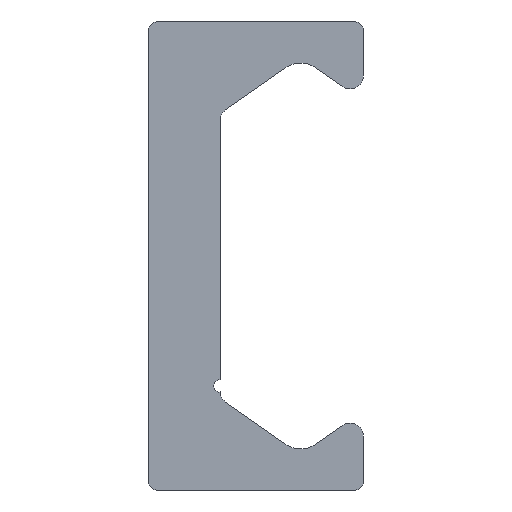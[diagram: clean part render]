
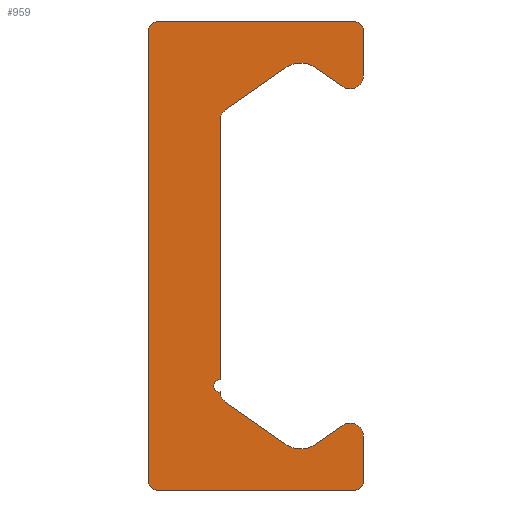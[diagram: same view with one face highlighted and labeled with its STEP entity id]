
A CAD part, left-side view. The second image highlights one B-rep face of the part: STEP entity #959.
In plain terms, the highlighted planar face has unit normal (-1, 0, 0).
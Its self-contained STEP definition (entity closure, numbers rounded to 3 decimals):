
#151=CARTESIAN_POINT('',(0.0,1.375,5.214));
#152=VERTEX_POINT('',#151);
#159=CARTESIAN_POINT('',(0.0,1.375,-4.75));
#160=VERTEX_POINT('',#159);
#161=CARTESIAN_POINT('',(0.0,1.375,5.214));
#162=DIRECTION('',(0.0,0.0,-1.0));
#163=VECTOR('',#162,9.964);
#164=LINE('',#161,#163);
#165=EDGE_CURVE('',#152,#160,#164,.T.);
#274=CARTESIAN_POINT('',(0.0,3.825,-9.));
#275=VERTEX_POINT('',#274);
#282=CARTESIAN_POINT('',(0.0,4.125,-8.7));
#283=VERTEX_POINT('',#282);
#284=CARTESIAN_POINT('',(0.0,3.825,-8.7));
#285=DIRECTION('',(1.0,0.0,0.0));
#286=DIRECTION('',(0.0,0.0,-1.0));
#287=AXIS2_PLACEMENT_3D('',#284,#285,#286);
#288=CIRCLE('',#287,0.3);
#289=EDGE_CURVE('',#275,#283,#288,.T.);
#313=CARTESIAN_POINT('',(0.0,-3.825,-9.));
#314=VERTEX_POINT('',#313);
#321=CARTESIAN_POINT('',(0.0,-3.825,-9.));
#322=DIRECTION('',(0.0,1.0,0.0));
#323=VECTOR('',#322,7.65);
#324=LINE('',#321,#323);
#325=EDGE_CURVE('',#314,#275,#324,.T.);
#345=CARTESIAN_POINT('',(0.0,-4.125,-8.7));
#346=VERTEX_POINT('',#345);
#353=CARTESIAN_POINT('',(0.0,-3.825,-8.7));
#354=DIRECTION('',(1.0,0.0,0.0));
#355=DIRECTION('',(0.0,-1.0,0.0));
#356=AXIS2_PLACEMENT_3D('',#353,#354,#355);
#357=CIRCLE('',#356,0.3);
#358=EDGE_CURVE('',#346,#314,#357,.T.);
#377=CARTESIAN_POINT('',(0.0,-4.125,-6.925));
#378=VERTEX_POINT('',#377);
#385=CARTESIAN_POINT('',(0.0,-4.125,-6.925));
#386=DIRECTION('',(0.0,0.0,-1.0));
#387=VECTOR('',#386,1.775);
#388=LINE('',#385,#387);
#389=EDGE_CURVE('',#378,#346,#388,.T.);
#409=CARTESIAN_POINT('',(0.0,-3.338,-6.515));
#410=VERTEX_POINT('',#409);
#417=CARTESIAN_POINT('',(0.0,-3.625,-6.925));
#418=DIRECTION('',(1.0,0.0,0.0));
#419=DIRECTION('',(0.0,0.574,0.819));
#420=AXIS2_PLACEMENT_3D('',#417,#418,#419);
#421=CIRCLE('',#420,0.5);
#422=EDGE_CURVE('',#410,#378,#421,.T.);
#441=CARTESIAN_POINT('',(0.0,-2.299,-7.243));
#442=VERTEX_POINT('',#441);
#449=CARTESIAN_POINT('',(0.0,-2.299,-7.243));
#450=DIRECTION('',(0.0,-0.819,0.574));
#451=VECTOR('',#450,1.269);
#452=LINE('',#449,#451);
#453=EDGE_CURVE('',#442,#410,#452,.T.);
#473=CARTESIAN_POINT('',(0.0,-1.151,-7.243));
#474=VERTEX_POINT('',#473);
#481=CARTESIAN_POINT('',(0.0,-1.725,-6.424));
#482=DIRECTION('',(-1.0,0.0,0.0));
#483=DIRECTION('',(0.0,0.574,0.819));
#484=AXIS2_PLACEMENT_3D('',#481,#482,#483);
#485=CIRCLE('',#484,1.0);
#486=EDGE_CURVE('',#474,#442,#485,.T.);
#505=CARTESIAN_POINT('',(0.0,1.162,-5.624));
#506=VERTEX_POINT('',#505);
#513=CARTESIAN_POINT('',(0.0,1.162,-5.624));
#514=DIRECTION('',(0.0,-0.819,-0.574));
#515=VECTOR('',#514,2.824);
#516=LINE('',#513,#515);
#517=EDGE_CURVE('',#506,#474,#516,.T.);
#537=CARTESIAN_POINT('',(0.0,1.375,-5.214));
#538=VERTEX_POINT('',#537);
#545=CARTESIAN_POINT('',(0.0,0.875,-5.214));
#546=DIRECTION('',(-1.0,0.0,0.0));
#547=DIRECTION('',(0.0,-0.574,0.819));
#548=AXIS2_PLACEMENT_3D('',#545,#546,#547);
#549=CIRCLE('',#548,0.5);
#550=EDGE_CURVE('',#538,#506,#549,.T.);
#569=CARTESIAN_POINT('',(0.0,1.375,-5.25));
#570=VERTEX_POINT('',#569);
#577=CARTESIAN_POINT('',(0.0,1.375,-5.25));
#578=DIRECTION('',(0.0,0.0,1.0));
#579=VECTOR('',#578,0.036);
#580=LINE('',#577,#579);
#581=EDGE_CURVE('',#570,#538,#580,.T.);
#602=CARTESIAN_POINT('',(0.0,1.375,-5.0));
#603=DIRECTION('',(-1.0,0.0,0.0));
#604=DIRECTION('',(0.0,0.0,1.0));
#605=AXIS2_PLACEMENT_3D('',#602,#603,#604);
#606=CIRCLE('',#605,0.25);
#607=EDGE_CURVE('',#160,#570,#606,.T.);
#627=CARTESIAN_POINT('',(0.0,1.162,5.624));
#628=VERTEX_POINT('',#627);
#635=CARTESIAN_POINT('',(0.0,0.875,5.214));
#636=DIRECTION('',(-1.0,0.0,0.0));
#637=DIRECTION('',(0.0,-1.0,0.0));
#638=AXIS2_PLACEMENT_3D('',#635,#636,#637);
#639=CIRCLE('',#638,0.5);
#640=EDGE_CURVE('',#628,#152,#639,.T.);
#659=CARTESIAN_POINT('',(0.0,-1.151,7.243));
#660=VERTEX_POINT('',#659);
#667=CARTESIAN_POINT('',(0.0,-1.151,7.243));
#668=DIRECTION('',(0.0,0.819,-0.574));
#669=VECTOR('',#668,2.824);
#670=LINE('',#667,#669);
#671=EDGE_CURVE('',#660,#628,#670,.T.);
#691=CARTESIAN_POINT('',(0.0,-2.299,7.243));
#692=VERTEX_POINT('',#691);
#699=CARTESIAN_POINT('',(0.0,-1.725,6.424));
#700=DIRECTION('',(-1.0,0.0,0.0));
#701=DIRECTION('',(0.0,-0.574,-0.819));
#702=AXIS2_PLACEMENT_3D('',#699,#700,#701);
#703=CIRCLE('',#702,1.0);
#704=EDGE_CURVE('',#692,#660,#703,.T.);
#723=CARTESIAN_POINT('',(0.0,-3.338,6.515));
#724=VERTEX_POINT('',#723);
#731=CARTESIAN_POINT('',(0.0,-3.338,6.515));
#732=DIRECTION('',(0.0,0.819,0.574));
#733=VECTOR('',#732,1.269);
#734=LINE('',#731,#733);
#735=EDGE_CURVE('',#724,#692,#734,.T.);
#755=CARTESIAN_POINT('',(0.0,-4.125,6.925));
#756=VERTEX_POINT('',#755);
#763=CARTESIAN_POINT('',(0.0,-3.625,6.925));
#764=DIRECTION('',(1.0,0.0,0.0));
#765=DIRECTION('',(0.0,-1.0,0.0));
#766=AXIS2_PLACEMENT_3D('',#763,#764,#765);
#767=CIRCLE('',#766,0.5);
#768=EDGE_CURVE('',#756,#724,#767,.T.);
#787=CARTESIAN_POINT('',(0.0,-4.125,8.7));
#788=VERTEX_POINT('',#787);
#795=CARTESIAN_POINT('',(0.0,-4.125,8.7));
#796=DIRECTION('',(0.0,0.0,-1.0));
#797=VECTOR('',#796,1.775);
#798=LINE('',#795,#797);
#799=EDGE_CURVE('',#788,#756,#798,.T.);
#819=CARTESIAN_POINT('',(0.0,-3.825,9.));
#820=VERTEX_POINT('',#819);
#827=CARTESIAN_POINT('',(0.0,-3.825,8.7));
#828=DIRECTION('',(1.0,0.0,0.0));
#829=DIRECTION('',(0.0,0.0,1.0));
#830=AXIS2_PLACEMENT_3D('',#827,#828,#829);
#831=CIRCLE('',#830,0.3);
#832=EDGE_CURVE('',#820,#788,#831,.T.);
#851=CARTESIAN_POINT('',(0.0,3.825,9.));
#852=VERTEX_POINT('',#851);
#859=CARTESIAN_POINT('',(0.0,3.825,9.));
#860=DIRECTION('',(0.0,-1.0,0.0));
#861=VECTOR('',#860,7.65);
#862=LINE('',#859,#861);
#863=EDGE_CURVE('',#852,#820,#862,.T.);
#883=CARTESIAN_POINT('',(0.0,4.125,8.7));
#884=VERTEX_POINT('',#883);
#891=CARTESIAN_POINT('',(0.0,3.825,8.7));
#892=DIRECTION('',(1.0,0.0,0.0));
#893=DIRECTION('',(0.0,1.0,0.0));
#894=AXIS2_PLACEMENT_3D('',#891,#892,#893);
#895=CIRCLE('',#894,0.3);
#896=EDGE_CURVE('',#884,#852,#895,.T.);
#914=CARTESIAN_POINT('',(0.0,4.125,-8.7));
#915=DIRECTION('',(0.0,0.0,1.0));
#916=VECTOR('',#915,17.4);
#917=LINE('',#914,#916);
#918=EDGE_CURVE('',#283,#884,#917,.T.);
#930=CARTESIAN_POINT('',(0.0,0.856,-0.029));
#931=DIRECTION('',(1.0,0.0,0.0));
#932=DIRECTION('',(0.0,0.0,-1.0));
#933=AXIS2_PLACEMENT_3D('',#930,#931,#932);
#934=PLANE('',#933);
#935=ORIENTED_EDGE('',*,*,#918,.F.);
#936=ORIENTED_EDGE('',*,*,#289,.F.);
#937=ORIENTED_EDGE('',*,*,#325,.F.);
#938=ORIENTED_EDGE('',*,*,#358,.F.);
#939=ORIENTED_EDGE('',*,*,#389,.F.);
#940=ORIENTED_EDGE('',*,*,#422,.F.);
#941=ORIENTED_EDGE('',*,*,#453,.F.);
#942=ORIENTED_EDGE('',*,*,#486,.F.);
#943=ORIENTED_EDGE('',*,*,#517,.F.);
#944=ORIENTED_EDGE('',*,*,#550,.F.);
#945=ORIENTED_EDGE('',*,*,#581,.F.);
#946=ORIENTED_EDGE('',*,*,#607,.F.);
#947=ORIENTED_EDGE('',*,*,#165,.F.);
#948=ORIENTED_EDGE('',*,*,#640,.F.);
#949=ORIENTED_EDGE('',*,*,#671,.F.);
#950=ORIENTED_EDGE('',*,*,#704,.F.);
#951=ORIENTED_EDGE('',*,*,#735,.F.);
#952=ORIENTED_EDGE('',*,*,#768,.F.);
#953=ORIENTED_EDGE('',*,*,#799,.F.);
#954=ORIENTED_EDGE('',*,*,#832,.F.);
#955=ORIENTED_EDGE('',*,*,#863,.F.);
#956=ORIENTED_EDGE('',*,*,#896,.F.);
#957=EDGE_LOOP('',(#935,#936,#937,#938,#939,#940,#941,#942,#943,#944,#945,#946,#947,#948,#949,#950,#951,#952,#953,#954,#955,#956));
#958=FACE_OUTER_BOUND('',#957,.T.);
#959=ADVANCED_FACE('',(#958),#934,.F.);
